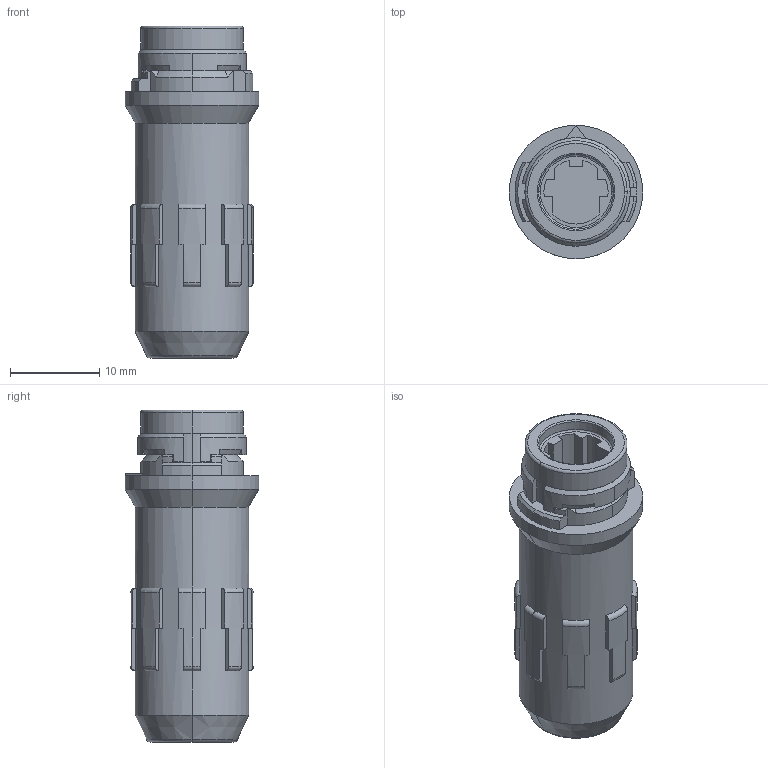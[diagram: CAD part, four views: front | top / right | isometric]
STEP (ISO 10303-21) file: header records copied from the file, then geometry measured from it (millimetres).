
FILE_DESCRIPTION(('CoCreate Modeling STEP Export'),'2;1');
FILE_NAME('HR30-7J-12PC.stp','2011-07-05T17:09:32',(''),(''),'CoCreate Modeling STEP processor for AP214 (Solid Model)','CoCreate Modeling 17.0 01-Apr-2010 (C) Parametric Technology GmbH','');
FILE_SCHEMA(('AUTOMOTIVE_DESIGN { 1 0 10303 214 1 1 1 1 }'));
Length unit declared in the file: millimetre
Products named in the file (1): HR30-7J-12PC
Bounding box: 15 x 15 x 37.3 mm (x, y, z)
Volume: 4457.5 mm3; surface area: 2267.3 mm2
Topology: 1 solids, 1 shells, 212 faces, 570 edges, 364 vertices
Faces by surface type: plane 115, cylinder 48, torus 30, cone 19
Entity records: 6809 total; most frequent: CARTESIAN_POINT 1735, ORIENTED_EDGE 1140, DIRECTION 993, EDGE_CURVE 570, VERTEX_POINT 364, AXIS2_PLACEMENT_3D 357, VECTOR 279, LINE 279
